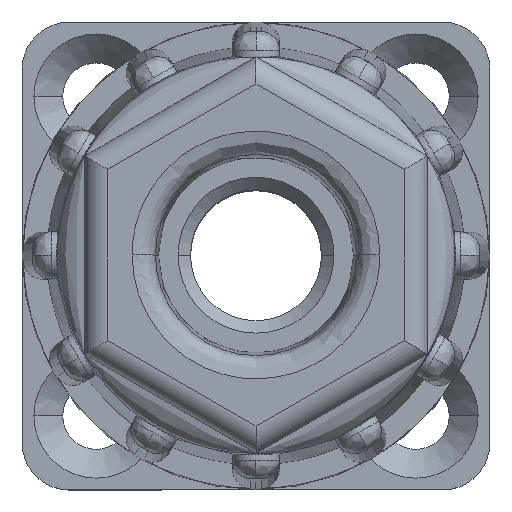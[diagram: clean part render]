
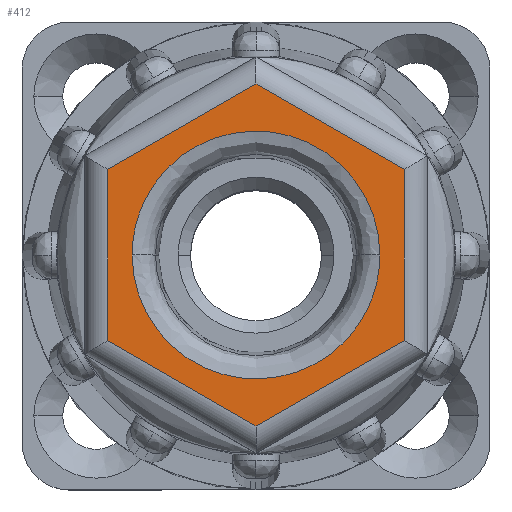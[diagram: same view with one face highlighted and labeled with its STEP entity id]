
A CAD part, top view. The second image highlights one B-rep face of the part: STEP entity #412.
In plain terms, the highlighted planar face has unit normal (0, 0, 1).
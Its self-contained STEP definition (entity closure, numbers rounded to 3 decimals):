
#412 = ADVANCED_FACE ( 'NONE', ( #783, #695 ), #17170, .F. ) ;
#695 = FACE_OUTER_BOUND ( 'NONE', #15644, .T. ) ;
#696 = ORIENTED_EDGE ( 'NONE', *, *, #4584, .F. ) ;
#783 = FACE_BOUND ( 'NONE', #9150, .T. ) ;
#979 = CARTESIAN_POINT ( 'NONE',  ( 9.5, 6.351, 30. ) ) ;
#992 = LINE ( 'NONE', #8435, #5275 ) ;
#1169 = CARTESIAN_POINT ( 'NONE',  ( 7.949, 15.897, 30. ) ) ;
#1313 = LINE ( 'NONE', #10475, #17338 ) ;
#1617 = CARTESIAN_POINT ( 'NONE',  ( -9.5, -5.485, 30. ) ) ;
#1770 = ORIENTED_EDGE ( 'NONE', *, *, #17899, .F. ) ;
#1872 = CARTESIAN_POINT ( 'NONE',  ( -9.5, 5.485, 30. ) ) ;
#1994 = ORIENTED_EDGE ( 'NONE', *, *, #5028, .F. ) ;
#2291 = DIRECTION ( 'NONE',  ( 0.866, -0.5, 0. ) ) ;
#2582 = VERTEX_POINT ( 'NONE', #1617 ) ;
#2994 = CARTESIAN_POINT ( 'NONE',  ( 9.5, -5.485, 30. ) ) ;
#3036 = VECTOR ( 'NONE', #7375, 1000. ) ;
#3362 =( BOUNDED_CURVE ( )  B_SPLINE_CURVE ( 3, ( #15417, #1169, #16985, #7620 ),
 .UNSPECIFIED., .F., .T. ) 
 B_SPLINE_CURVE_WITH_KNOTS ( ( 4, 4 ),
 ( 0.5, 1. ),
 .UNSPECIFIED. ) 
 CURVE ( )  GEOMETRIC_REPRESENTATION_ITEM ( )  RATIONAL_B_SPLINE_CURVE ( ( 1., 0.333, 0.333, 1. ) ) 
 REPRESENTATION_ITEM ( '' )  );
#3474 = ORIENTED_EDGE ( 'NONE', *, *, #18109, .F. ) ;
#4584 = EDGE_CURVE ( 'NONE', #13779, #2582, #1313, .T. ) ;
#5028 = EDGE_CURVE ( 'NONE', #9940, #8694, #16073, .T. ) ;
#5255 = VECTOR ( 'NONE', #13919, 1000. ) ;
#5275 = VECTOR ( 'NONE', #17798, 1000. ) ;
#5383 = VERTEX_POINT ( 'NONE', #1872 ) ;
#6976 = VERTEX_POINT ( 'NONE', #11353 ) ;
#7249 = LINE ( 'NONE', #979, #3036 ) ;
#7375 = DIRECTION ( 'NONE',  ( 0., -1., 0. ) ) ;
#7620 = CARTESIAN_POINT ( 'NONE',  ( -7.949, 0., 30. ) ) ;
#7836 = VERTEX_POINT ( 'NONE', #16323 ) ;
#8435 = CARTESIAN_POINT ( 'NONE',  ( -9.5, 5.485, 30. ) ) ;
#8603 = CARTESIAN_POINT ( 'NONE',  ( 0., 10.97, 30. ) ) ;
#8694 = VERTEX_POINT ( 'NONE', #11647 ) ;
#8886 = ORIENTED_EDGE ( 'NONE', *, *, #18293, .F. ) ;
#8998 = EDGE_CURVE ( 'NONE', #2582, #5383, #11886, .T. ) ;
#9150 = EDGE_LOOP ( 'NONE', ( #1994, #10022 ) ) ;
#9164 = VECTOR ( 'NONE', #12174, 1000. ) ;
#9940 = VERTEX_POINT ( 'NONE', #18642 ) ;
#10022 = ORIENTED_EDGE ( 'NONE', *, *, #14713, .F. ) ;
#10066 = LINE ( 'NONE', #8603, #17894 ) ;
#10475 = CARTESIAN_POINT ( 'NONE',  ( 0., -10.97, 30. ) ) ;
#10742 = CARTESIAN_POINT ( 'NONE',  ( 0., -10.97, 30. ) ) ;
#11353 = CARTESIAN_POINT ( 'NONE',  ( 9.5, -5.485, 30. ) ) ;
#11401 = DIRECTION ( 'NONE',  ( -0.866, 0.5, 0. ) ) ;
#11647 = CARTESIAN_POINT ( 'NONE',  ( 7.949, 0., 30. ) ) ;
#11886 = LINE ( 'NONE', #18488, #9164 ) ;
#12123 = ORIENTED_EDGE ( 'NONE', *, *, #8998, .F. ) ;
#12147 = CARTESIAN_POINT ( 'NONE',  ( 7.949, 0., 30. ) ) ;
#12174 = DIRECTION ( 'NONE',  ( 0., 1., 0. ) ) ;
#12277 = CARTESIAN_POINT ( 'NONE',  ( -7.949, 0., 30. ) ) ;
#12511 = CARTESIAN_POINT ( 'NONE',  ( -7.949, -15.897, 30. ) ) ;
#12564 = CARTESIAN_POINT ( 'NONE',  ( 7.949, -15.897, 30. ) ) ;
#13596 = LINE ( 'NONE', #2994, #5255 ) ;
#13779 = VERTEX_POINT ( 'NONE', #10742 ) ;
#13919 = DIRECTION ( 'NONE',  ( -0.866, -0.5, 0. ) ) ;
#14713 = EDGE_CURVE ( 'NONE', #8694, #9940, #3362, .T. ) ;
#15417 = CARTESIAN_POINT ( 'NONE',  ( 7.949, 0., 30. ) ) ;
#15643 = AXIS2_PLACEMENT_3D ( 'NONE', #18204, #18260, #18244 ) ;
#15644 = EDGE_LOOP ( 'NONE', ( #18625, #3474, #12123, #696, #8886, #1770 ) ) ;
#15936 = VERTEX_POINT ( 'NONE', #18017 ) ;
#16073 =( BOUNDED_CURVE ( )  B_SPLINE_CURVE ( 3, ( #12277, #12511, #12564, #12147 ),
 .UNSPECIFIED., .F., .F. ) 
 B_SPLINE_CURVE_WITH_KNOTS ( ( 4, 4 ),
 ( 0., 0.5 ),
 .UNSPECIFIED. ) 
 CURVE ( )  GEOMETRIC_REPRESENTATION_ITEM ( )  RATIONAL_B_SPLINE_CURVE ( ( 1., 0.333, 0.333, 1. ) ) 
 REPRESENTATION_ITEM ( '' )  );
#16323 = CARTESIAN_POINT ( 'NONE',  ( 0., 10.97, 30. ) ) ;
#16985 = CARTESIAN_POINT ( 'NONE',  ( -7.949, 15.897, 30. ) ) ;
#17170 = PLANE ( 'NONE',  #15643 ) ;
#17338 = VECTOR ( 'NONE', #11401, 1000. ) ;
#17798 = DIRECTION ( 'NONE',  ( 0.866, 0.5, 0. ) ) ;
#17894 = VECTOR ( 'NONE', #2291, 1000. ) ;
#17899 = EDGE_CURVE ( 'NONE', #15936, #6976, #7249, .T. ) ;
#18017 = CARTESIAN_POINT ( 'NONE',  ( 9.5, 5.485, 30. ) ) ;
#18109 = EDGE_CURVE ( 'NONE', #5383, #7836, #992, .T. ) ;
#18204 = CARTESIAN_POINT ( 'NONE',  ( 11., 6.351, 30. ) ) ;
#18244 = DIRECTION ( 'NONE',  ( -1., 0., 0. ) ) ;
#18260 = DIRECTION ( 'NONE',  ( 0., 0., -1. ) ) ;
#18293 = EDGE_CURVE ( 'NONE', #6976, #13779, #13596, .T. ) ;
#18488 = CARTESIAN_POINT ( 'NONE',  ( -9.5, 6.351, 30. ) ) ;
#18625 = ORIENTED_EDGE ( 'NONE', *, *, #19121, .F. ) ;
#18642 = CARTESIAN_POINT ( 'NONE',  ( -7.949, 0., 30. ) ) ;
#19121 = EDGE_CURVE ( 'NONE', #7836, #15936, #10066, .T. ) ;
